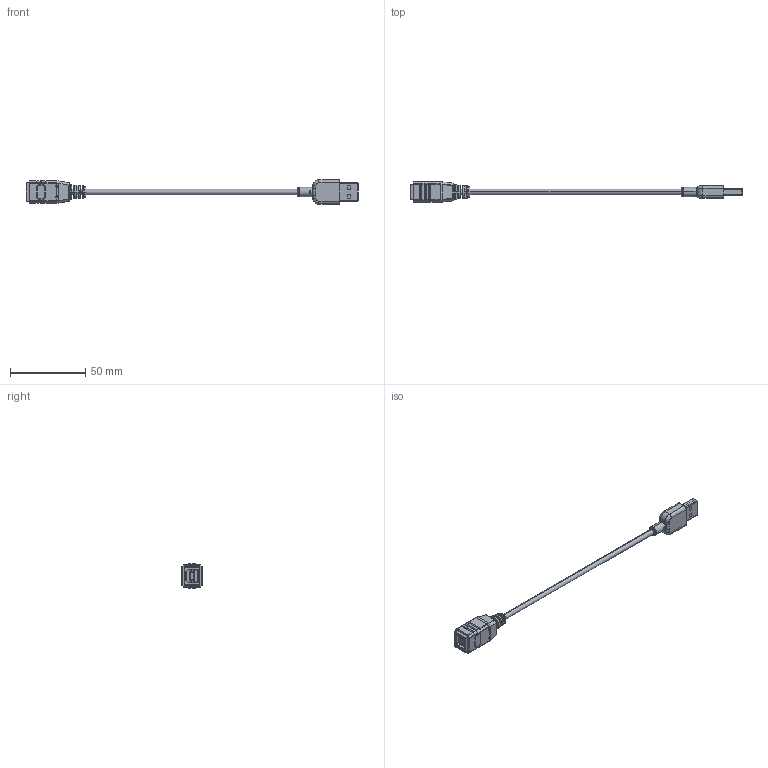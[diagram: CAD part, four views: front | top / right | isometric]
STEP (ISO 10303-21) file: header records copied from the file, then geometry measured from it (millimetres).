
FILE_DESCRIPTION (( 'STEP AP203' ), '1' );
FILE_NAME ('10-00657_revA2.STEP', '2018-11-02T22:05:34', ( '' ), ( '' ), 'SwSTEP 2.0', 'SolidWorks 2015', '' );
FILE_SCHEMA (( 'CONFIG_CONTROL_DESIGN' ));
Length unit declared in the file: millimetre
Products named in the file (10): 24-00057; 50-00426 shell; 50-00425 insulator; 10-00657_revA2; 50-00425 shell; 24-00056; 50-00426; 50-00426 insulator; 30-00088_blunt cut; 50-00425
Assembly tree (9 placements, depth 3):
  10-00657_revA2
    30-00088_blunt cut
    24-00057
    24-00056
    50-00426
      50-00426 insulator
      50-00426 shell
    50-00425
      50-00425 insulator
      50-00425 shell
Bounding box: 220.7 x 13.6 x 16.1 mm (x, y, z)
Volume: 10742.1 mm3; surface area: 20047.7 mm2
Topology: 59 solids, 59 shells, 1256 faces, 2991 edges, 1865 vertices
Faces by surface type: cylinder 434, plane 426, bspline 270, torus 89, cone 29, sphere 8
Entity records: 43453 total; most frequent: CARTESIAN_POINT 15151, ORIENTED_EDGE 5974, DIRECTION 5152, EDGE_CURVE 2987, AXIS2_PLACEMENT_3D 1929, VERTEX_POINT 1865, EDGE_LOOP 1362, LINE 1294
